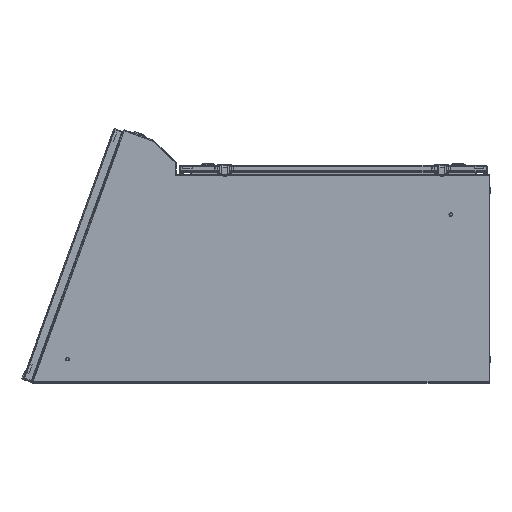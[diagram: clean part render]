
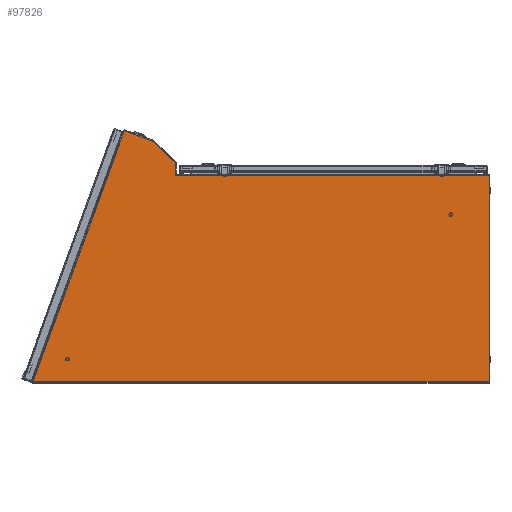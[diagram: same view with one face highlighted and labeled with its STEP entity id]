
A CAD part, left-side view. The second image highlights one B-rep face of the part: STEP entity #97826.
In plain terms, the highlighted planar face has unit normal (-1, 0, 0).
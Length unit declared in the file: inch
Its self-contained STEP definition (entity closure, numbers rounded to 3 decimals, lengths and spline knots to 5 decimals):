
#543 = CARTESIAN_POINT ( 'NONE',  ( -24., -1.146, -17.192 ) ) ;
#791 = CARTESIAN_POINT ( 'NONE',  ( -24., -18.983, -17.228 ) ) ;
#4186 = VECTOR ( 'NONE', #84461, 39.37008 ) ;
#4454 = LINE ( 'NONE', #104197, #45132 ) ;
#4484 = VECTOR ( 'NONE', #21921, 39.37008 ) ;
#5688 = VERTEX_POINT ( 'NONE', #74015 ) ;
#5969 = VERTEX_POINT ( 'NONE', #127040 ) ;
#6553 = CARTESIAN_POINT ( 'NONE',  ( -24., -26.033, 0. ) ) ;
#7584 = CARTESIAN_POINT ( 'NONE',  ( -24., 0., -0.108 ) ) ;
#8097 = EDGE_CURVE ( 'NONE', #138723, #18953, #83056, .T. ) ;
#9183 = CARTESIAN_POINT ( 'NONE',  ( -24., -30.61654, -19.8767 ) ) ;
#9707 = LINE ( 'NONE', #791, #150952 ) ;
#10396 = EDGE_CURVE ( 'NONE', #18953, #129516, #4454, .T. ) ;
#11229 = EDGE_CURVE ( 'NONE', #125045, #151760, #83547, .T. ) ;
#15328 = VECTOR ( 'NONE', #111392, 39.37008 ) ;
#15703 = ORIENTED_EDGE ( 'NONE', *, *, #29235, .T. ) ;
#16053 = CARTESIAN_POINT ( 'NONE',  ( -24., -13.24405, -5.94286 ) ) ;
#17492 = DIRECTION ( 'NONE',  ( 0., -1., 0. ) ) ;
#18953 = VERTEX_POINT ( 'NONE', #120714 ) ;
#19520 = DIRECTION ( 'NONE',  ( 0., 0.342, -0.94 ) ) ;
#20150 = VECTOR ( 'NONE', #137579, 39.37008 ) ;
#20224 = CARTESIAN_POINT ( 'NONE',  ( -24., -30.61654, -19.8767 ) ) ;
#21921 = DIRECTION ( 'NONE',  ( 0., 0., -1. ) ) ;
#23642 = ORIENTED_EDGE ( 'NONE', *, *, #29518, .F. ) ;
#25478 = DIRECTION ( 'NONE',  ( 0., -1., 0. ) ) ;
#25994 = CARTESIAN_POINT ( 'NONE',  ( -24., -18.983, 0. ) ) ;
#26743 = EDGE_CURVE ( 'NONE', #70790, #41263, #117446, .T. ) ;
#27186 = AXIS2_PLACEMENT_3D ( 'NONE', #25994, #133433, #63113 ) ;
#28597 = EDGE_CURVE ( 'NONE', #39493, #30358, #91242, .T. ) ;
#28625 = CARTESIAN_POINT ( 'NONE',  ( -24., 0., -0.0625 ) ) ;
#29235 = EDGE_CURVE ( 'NONE', #41263, #39493, #55620, .T. ) ;
#29518 = EDGE_CURVE ( 'NONE', #102625, #5688, #70206, .T. ) ;
#29920 = VERTEX_POINT ( 'NONE', #7584 ) ;
#30081 = ORIENTED_EDGE ( 'NONE', *, *, #94365, .T. ) ;
#30358 = VERTEX_POINT ( 'NONE', #89835 ) ;
#34152 = DIRECTION ( 'NONE',  ( 0., 1., 0. ) ) ;
#35036 = VECTOR ( 'NONE', #101698, 39.37008 ) ;
#36731 = VECTOR ( 'NONE', #19520, 39.37008 ) ;
#39493 = VERTEX_POINT ( 'NONE', #58553 ) ;
#40993 = EDGE_LOOP ( 'NONE', ( #68653, #15703, #140338, #130567, #120789, #123727, #59178, #152291, #85595, #63445, #85695, #23642, #30081, #60403, #44210, #96678 ) ) ;
#41263 = VERTEX_POINT ( 'NONE', #121799 ) ;
#44210 = ORIENTED_EDGE ( 'NONE', *, *, #11229, .T. ) ;
#44829 = EDGE_CURVE ( 'NONE', #125045, #75498, #45879, .T. ) ;
#45132 = VECTOR ( 'NONE', #116171, 39.37008 ) ;
#45855 = LINE ( 'NONE', #65018, #81135 ) ;
#45879 = LINE ( 'NONE', #51554, #101628 ) ;
#51554 = CARTESIAN_POINT ( 'NONE',  ( -24., -1.116, -17.192 ) ) ;
#52733 = CARTESIAN_POINT ( 'NONE',  ( -24., -30.6268, -19.84851 ) ) ;
#53254 = EDGE_CURVE ( 'NONE', #143303, #107830, #9707, .T. ) ;
#55519 = LINE ( 'NONE', #543, #87089 ) ;
#55535 = LINE ( 'NONE', #76567, #85334 ) ;
#55620 = LINE ( 'NONE', #16053, #146800 ) ;
#58553 = CARTESIAN_POINT ( 'NONE',  ( -24., -27.87121, -20.06814 ) ) ;
#59178 = ORIENTED_EDGE ( 'NONE', *, *, #149375, .F. ) ;
#60403 = ORIENTED_EDGE ( 'NONE', *, *, #44829, .F. ) ;
#61847 = CARTESIAN_POINT ( 'NONE',  ( -24., -24.704, -17.192 ) ) ;
#61866 = LINE ( 'NONE', #116892, #4484 ) ;
#62033 = CARTESIAN_POINT ( 'NONE',  ( -24., -37.81176, -0.108 ) ) ;
#63113 = DIRECTION ( 'NONE',  ( 0., 0., 1. ) ) ;
#63445 = ORIENTED_EDGE ( 'NONE', *, *, #53254, .T. ) ;
#63806 = CARTESIAN_POINT ( 'NONE',  ( -24., -24.734, -17.228 ) ) ;
#64647 = VECTOR ( 'NONE', #34152, 39.37008 ) ;
#65018 = CARTESIAN_POINT ( 'NONE',  ( -24., -30.65046, -19.88905 ) ) ;
#66087 = FACE_OUTER_BOUND ( 'NONE', #40993, .T. ) ;
#68653 = ORIENTED_EDGE ( 'NONE', *, *, #26743, .T. ) ;
#70206 = LINE ( 'NONE', #129122, #64647 ) ;
#70790 = VERTEX_POINT ( 'NONE', #127024 ) ;
#74015 = CARTESIAN_POINT ( 'NONE',  ( -24., -1.116, -17.192 ) ) ;
#75498 = VERTEX_POINT ( 'NONE', #61847 ) ;
#76122 = VECTOR ( 'NONE', #111735, 39.37008 ) ;
#76567 = CARTESIAN_POINT ( 'NONE',  ( -24., -18.983, -17.228 ) ) ;
#81135 = VECTOR ( 'NONE', #148310, 39.37008 ) ;
#83056 = LINE ( 'NONE', #9183, #36731 ) ;
#83529 = CARTESIAN_POINT ( 'NONE',  ( -24., -24.734, -17.192 ) ) ;
#83547 = LINE ( 'NONE', #63806, #76122 ) ;
#83812 = EDGE_CURVE ( 'NONE', #129516, #30358, #45855, .T. ) ;
#84461 = DIRECTION ( 'NONE',  ( 0., 1., 0. ) ) ;
#85334 = VECTOR ( 'NONE', #17492, 39.37008 ) ;
#85595 = ORIENTED_EDGE ( 'NONE', *, *, #129188, .T. ) ;
#85695 = ORIENTED_EDGE ( 'NONE', *, *, #103299, .F. ) ;
#87089 = VECTOR ( 'NONE', #25478, 39.37008 ) ;
#89429 = VECTOR ( 'NONE', #148797, 39.37008 ) ;
#89835 = CARTESIAN_POINT ( 'NONE',  ( -24., -30.26779, -20.94042 ) ) ;
#91242 = LINE ( 'NONE', #100971, #89429 ) ;
#94365 = EDGE_CURVE ( 'NONE', #102625, #75498, #55519, .T. ) ;
#94860 = CARTESIAN_POINT ( 'NONE',  ( -24., -30.65046, -19.88905 ) ) ;
#96678 = ORIENTED_EDGE ( 'NONE', *, *, #113428, .T. ) ;
#97826 = ADVANCED_FACE ( 'NONE', ( #66087 ), #121980, .T. ) ;
#99050 = DIRECTION ( 'NONE',  ( 0., -0.719, -0.695 ) ) ;
#100971 = CARTESIAN_POINT ( 'NONE',  ( -24., -13.57295, -14.864 ) ) ;
#101628 = VECTOR ( 'NONE', #146679, 39.37008 ) ;
#101698 = DIRECTION ( 'NONE',  ( 0., 0.342, -0.94 ) ) ;
#102570 = CARTESIAN_POINT ( 'NONE',  ( -24., -24.734, -17.228 ) ) ;
#102625 = VERTEX_POINT ( 'NONE', #127039 ) ;
#103299 = EDGE_CURVE ( 'NONE', #5688, #107830, #61866, .T. ) ;
#104197 = CARTESIAN_POINT ( 'NONE',  ( -24., -30.65037, -19.88902 ) ) ;
#107830 = VERTEX_POINT ( 'NONE', #127256 ) ;
#111392 = DIRECTION ( 'NONE',  ( 0., 0., -1. ) ) ;
#111735 = DIRECTION ( 'NONE',  ( 0., 0., -1. ) ) ;
#113428 = EDGE_CURVE ( 'NONE', #151760, #70790, #55535, .T. ) ;
#116171 = DIRECTION ( 'NONE',  ( 0., -0.94, -0.342 ) ) ;
#116892 = CARTESIAN_POINT ( 'NONE',  ( -24., -1.116, -17.228 ) ) ;
#117446 = LINE ( 'NONE', #6553, #15328 ) ;
#118576 = LINE ( 'NONE', #28625, #20150 ) ;
#120714 = CARTESIAN_POINT ( 'NONE',  ( -24., -30.61654, -19.8767 ) ) ;
#120789 = ORIENTED_EDGE ( 'NONE', *, *, #10396, .F. ) ;
#121799 = CARTESIAN_POINT ( 'NONE',  ( -24., -26.033, -18.293 ) ) ;
#121980 = PLANE ( 'NONE',  #27186 ) ;
#123727 = ORIENTED_EDGE ( 'NONE', *, *, #8097, .F. ) ;
#124215 = LINE ( 'NONE', #20224, #35036 ) ;
#125045 = VERTEX_POINT ( 'NONE', #83529 ) ;
#127024 = CARTESIAN_POINT ( 'NONE',  ( -24., -26.033, -17.228 ) ) ;
#127039 = CARTESIAN_POINT ( 'NONE',  ( -24., -1.146, -17.192 ) ) ;
#127040 = CARTESIAN_POINT ( 'NONE',  ( -24., -37.81176, -0.108 ) ) ;
#127256 = CARTESIAN_POINT ( 'NONE',  ( -24., -1.116, -17.228 ) ) ;
#129122 = CARTESIAN_POINT ( 'NONE',  ( -24., -1.116, -17.192 ) ) ;
#129188 = EDGE_CURVE ( 'NONE', #29920, #143303, #118576, .T. ) ;
#129516 = VERTEX_POINT ( 'NONE', #94860 ) ;
#130488 = LINE ( 'NONE', #62033, #4186 ) ;
#130567 = ORIENTED_EDGE ( 'NONE', *, *, #83812, .F. ) ;
#133433 = DIRECTION ( 'NONE',  ( -1., 0., 0. ) ) ;
#137579 = DIRECTION ( 'NONE',  ( 0., 0., -1. ) ) ;
#138723 = VERTEX_POINT ( 'NONE', #52733 ) ;
#140063 = CARTESIAN_POINT ( 'NONE',  ( -24., 0., -17.228 ) ) ;
#140338 = ORIENTED_EDGE ( 'NONE', *, *, #28597, .T. ) ;
#143303 = VERTEX_POINT ( 'NONE', #140063 ) ;
#143559 = DIRECTION ( 'NONE',  ( 0., -1., 0. ) ) ;
#146679 = DIRECTION ( 'NONE',  ( 0., 1., 0. ) ) ;
#146800 = VECTOR ( 'NONE', #99050, 39.37008 ) ;
#148310 = DIRECTION ( 'NONE',  ( 0., 0.342, -0.94 ) ) ;
#148629 = EDGE_CURVE ( 'NONE', #5969, #29920, #130488, .T. ) ;
#148797 = DIRECTION ( 'NONE',  ( 0., -0.94, -0.342 ) ) ;
#149375 = EDGE_CURVE ( 'NONE', #5969, #138723, #124215, .T. ) ;
#150952 = VECTOR ( 'NONE', #143559, 39.37008 ) ;
#151760 = VERTEX_POINT ( 'NONE', #102570 ) ;
#152291 = ORIENTED_EDGE ( 'NONE', *, *, #148629, .T. ) ;
